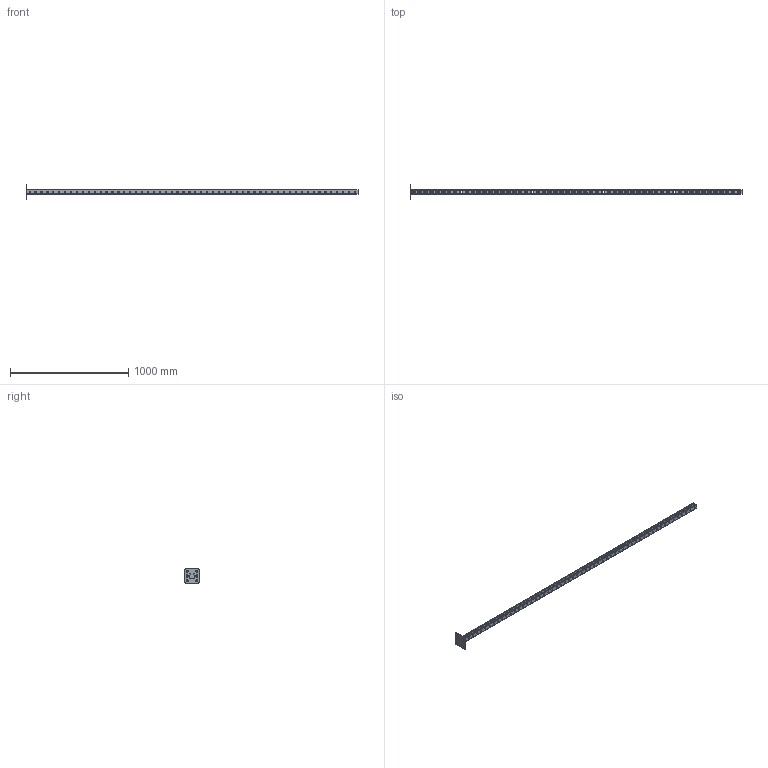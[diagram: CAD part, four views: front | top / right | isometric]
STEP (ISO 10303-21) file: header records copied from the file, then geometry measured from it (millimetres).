
FILE_DESCRIPTION (( 'STEP AP203' ), '1' );
FILE_NAME ('Êðîíøòåéí ïîòîëî÷íûé îäèíàðíûé_h41-2800.step', '2022-01-27T08:33:29', ( '' ), ( '' ), 'SwSTEP 2.0', 'SolidWorks 2017', '' );
FILE_SCHEMA (( 'CONFIG_CONTROL_DESIGN' ));
Length unit declared in the file: millimetre
Products named in the file (3): Ïÿòêà ïîòîëî÷êàÿ; STRUT-镳铘桦黖h41-2800; Êðîíøòåéí ïîòîëî÷íûé îäèíàðíûé_h41-2800
Assembly tree (2 placements, depth 2):
  Êðîíøòåéí ïîòîëî÷íûé îäèíàðíûé_h41-2800
    Ïÿòêà ïîòîëî÷êàÿ
    STRUT-镳铘桦黖h41-2800
Bounding box: 2806 x 120 x 120 mm (x, y, z)
Volume: 942480.9 mm3; surface area: 757799.3 mm2
Topology: 2 solids, 2 shells, 2362 faces, 7026 edges, 4668 vertices
Faces by surface type: plane 1996, cylinder 366
Entity records: 79159 total; most frequent: CARTESIAN_POINT 14061, ORIENTED_EDGE 14052, DIRECTION 12492, EDGE_CURVE 7026, VECTOR 6294, LINE 6294, VERTEX_POINT 4668, AXIS2_PLACEMENT_3D 3099
